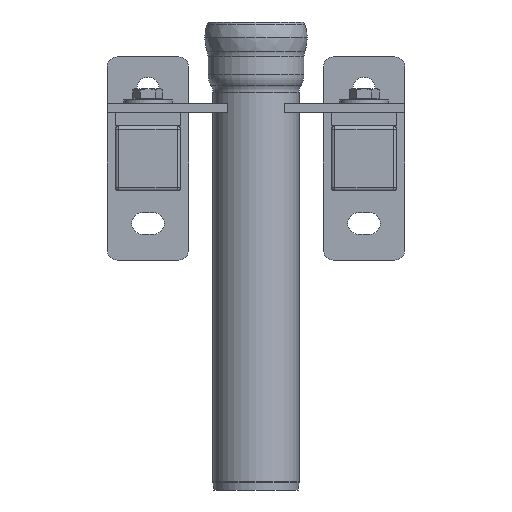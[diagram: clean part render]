
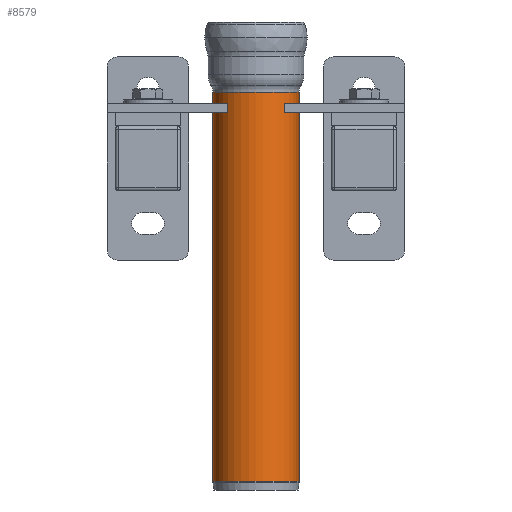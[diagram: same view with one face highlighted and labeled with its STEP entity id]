
A CAD part, front view. The second image highlights one B-rep face of the part: STEP entity #8579.
In plain terms, the highlighted cylindrical face has radius 26.5 mm (diameter 53 mm), a full revolution.
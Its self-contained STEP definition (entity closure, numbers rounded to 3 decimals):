
#923=FACE_OUTER_BOUND('',#1505,.T.);
#1505=EDGE_LOOP('',(#7522,#7523,#7524,#7525,#7526,#7527));
#2286=LINE('',#14364,#3042);
#3042=VECTOR('',#11774,26.5);
#3453=CIRCLE('',#9425,26.5);
#3457=CIRCLE('',#9429,26.5);
#3459=CIRCLE('',#9433,26.5);
#3460=CIRCLE('',#9434,26.5);
#4203=VERTEX_POINT('',#14346);
#4204=VERTEX_POINT('',#14347);
#4208=VERTEX_POINT('',#14360);
#4209=VERTEX_POINT('',#14361);
#5317=EDGE_CURVE('',#4203,#4204,#3453,.T.);
#5321=EDGE_CURVE('',#4204,#4203,#3457,.T.);
#5324=EDGE_CURVE('',#4208,#4209,#3459,.T.);
#5325=EDGE_CURVE('',#4209,#4208,#3460,.T.);
#5326=EDGE_CURVE('',#4208,#4203,#2286,.T.);
#7522=ORIENTED_EDGE('',*,*,#5324,.T.);
#7523=ORIENTED_EDGE('',*,*,#5325,.T.);
#7524=ORIENTED_EDGE('',*,*,#5326,.T.);
#7525=ORIENTED_EDGE('',*,*,#5321,.F.);
#7526=ORIENTED_EDGE('',*,*,#5317,.F.);
#7527=ORIENTED_EDGE('',*,*,#5326,.F.);
#8173=CYLINDRICAL_SURFACE('',#9432,26.5);
#8579=ADVANCED_FACE('',(#923),#8173,.T.);
#9425=AXIS2_PLACEMENT_3D('',#14348,#11753,#11754);
#9429=AXIS2_PLACEMENT_3D('',#14354,#11761,#11762);
#9432=AXIS2_PLACEMENT_3D('',#14359,#11768,#11769);
#9433=AXIS2_PLACEMENT_3D('',#14362,#11770,#11771);
#9434=AXIS2_PLACEMENT_3D('',#14363,#11772,#11773);
#11753=DIRECTION('center_axis',(0.,0.,-1.));
#11754=DIRECTION('ref_axis',(1.,0.,0.));
#11761=DIRECTION('center_axis',(0.,0.,-1.));
#11762=DIRECTION('ref_axis',(1.,0.,0.));
#11768=DIRECTION('center_axis',(0.,0.,1.));
#11769=DIRECTION('ref_axis',(-1.,0.,0.));
#11770=DIRECTION('center_axis',(0.,0.,-1.));
#11771=DIRECTION('ref_axis',(1.,0.,0.));
#11772=DIRECTION('center_axis',(0.,0.,-1.));
#11773=DIRECTION('ref_axis',(1.,0.,0.));
#11774=DIRECTION('',(0.,0.,-1.));
#14346=CARTESIAN_POINT('',(-2889.697,-168.,191.468));
#14347=CARTESIAN_POINT('',(-2916.197,-141.5,191.468));
#14348=CARTESIAN_POINT('Origin',(-2916.197,-168.,191.468));
#14354=CARTESIAN_POINT('Origin',(-2916.197,-168.,191.468));
#14359=CARTESIAN_POINT('Origin',(-2916.197,-168.,193.75));
#14360=CARTESIAN_POINT('',(-2889.697,-168.,431.057));
#14361=CARTESIAN_POINT('',(-2916.197,-194.5,431.057));
#14362=CARTESIAN_POINT('Origin',(-2916.197,-168.,431.057));
#14363=CARTESIAN_POINT('Origin',(-2916.197,-168.,431.057));
#14364=CARTESIAN_POINT('',(-2889.697,-168.,193.75));
